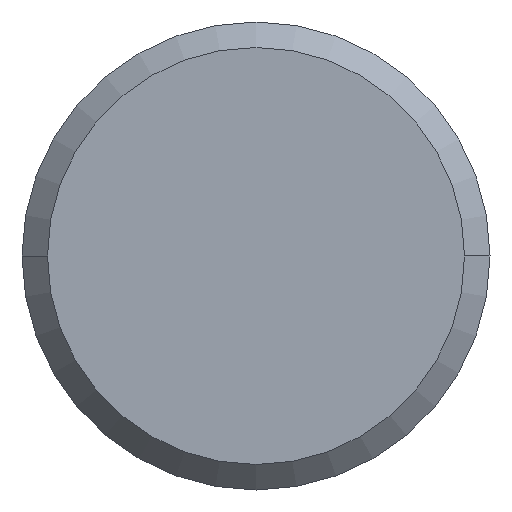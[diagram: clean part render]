
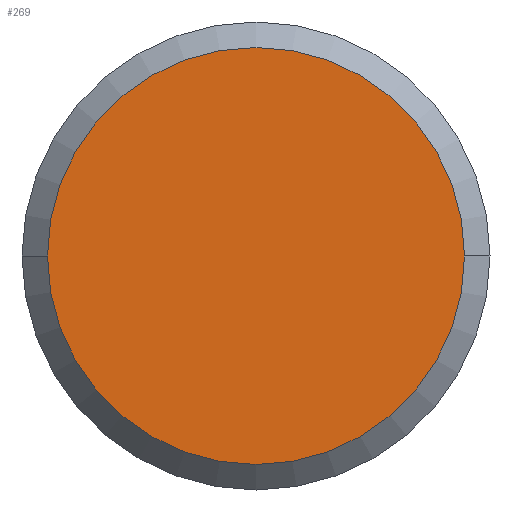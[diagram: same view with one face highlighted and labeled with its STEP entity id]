
A CAD part, left-side view. The second image highlights one B-rep face of the part: STEP entity #269.
In plain terms, the highlighted planar face has unit normal (-1, 0, 0).
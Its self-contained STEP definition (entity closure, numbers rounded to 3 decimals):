
#41 = DIRECTION ( 'NONE',  ( 1., 0., 0. ) ) ;
#46 = EDGE_LOOP ( 'NONE', ( #328, #208 ) ) ;
#72 = VERTEX_POINT ( 'NONE', #137 ) ;
#107 = DIRECTION ( 'NONE',  ( 0., 1., 0. ) ) ;
#121 = DIRECTION ( 'NONE',  ( 0., -1., 0. ) ) ;
#124 = CARTESIAN_POINT ( 'NONE',  ( 0., 0., 0. ) ) ;
#137 = CARTESIAN_POINT ( 'NONE',  ( 0., 6.238, 0. ) ) ;
#139 = AXIS2_PLACEMENT_3D ( 'NONE', #160, #293, #386 ) ;
#143 = EDGE_CURVE ( 'NONE', #72, #387, #325, .T. ) ;
#160 = CARTESIAN_POINT ( 'NONE',  ( 0., 0., 0. ) ) ;
#165 = EDGE_CURVE ( 'NONE', #387, #72, #285, .T. ) ;
#181 = PLANE ( 'NONE',  #201 ) ;
#201 = AXIS2_PLACEMENT_3D ( 'NONE', #124, #309, #121 ) ;
#208 = ORIENTED_EDGE ( 'NONE', *, *, #165, .F. ) ;
#269 = ADVANCED_FACE ( 'NONE', ( #357 ), #181, .T. ) ;
#270 = AXIS2_PLACEMENT_3D ( 'NONE', #389, #41, #107 ) ;
#285 = CIRCLE ( 'NONE', #270, 6.238 ) ;
#293 = DIRECTION ( 'NONE',  ( 1., 0., 0. ) ) ;
#309 = DIRECTION ( 'NONE',  ( -1., 0., 0. ) ) ;
#325 = CIRCLE ( 'NONE', #139, 6.238 ) ;
#328 = ORIENTED_EDGE ( 'NONE', *, *, #143, .F. ) ;
#348 = CARTESIAN_POINT ( 'NONE',  ( 0., -6.238, 0. ) ) ;
#357 = FACE_OUTER_BOUND ( 'NONE', #46, .T. ) ;
#386 = DIRECTION ( 'NONE',  ( 0., 1., 0. ) ) ;
#387 = VERTEX_POINT ( 'NONE', #348 ) ;
#389 = CARTESIAN_POINT ( 'NONE',  ( 0., 0., 0. ) ) ;
